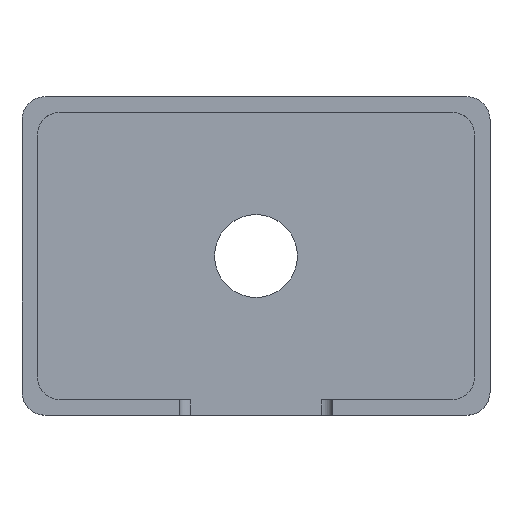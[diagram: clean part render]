
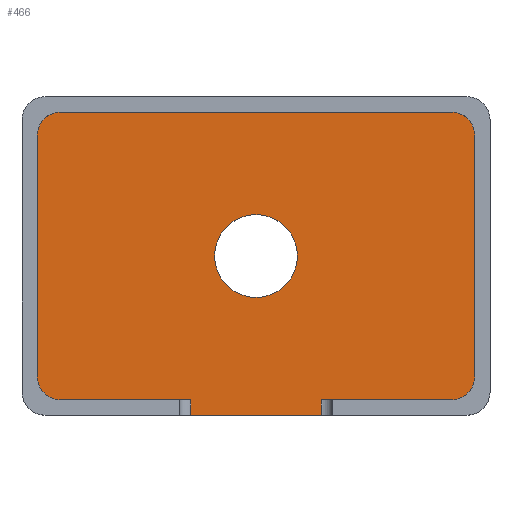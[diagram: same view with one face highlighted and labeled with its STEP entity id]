
A CAD part, top view. The second image highlights one B-rep face of the part: STEP entity #466.
In plain terms, the highlighted planar face has unit normal (0, 0, 1).
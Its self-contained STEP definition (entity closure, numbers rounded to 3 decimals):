
#15=FACE_BOUND('',#60,.T.);
#18=PLANE('',#509);
#34=FACE_OUTER_BOUND('',#59,.T.);
#59=EDGE_LOOP('',(#326,#327,#328,#329,#330,#331,#332,#333,#334,#335,#336,
#337));
#60=EDGE_LOOP('',(#338));
#84=LINE('',#701,#131);
#88=LINE('',#713,#135);
#90=LINE('',#718,#137);
#91=LINE('',#720,#138);
#92=LINE('',#724,#139);
#93=LINE('',#728,#140);
#94=LINE('',#732,#141);
#95=LINE('',#735,#142);
#131=VECTOR('',#558,10.);
#135=VECTOR('',#568,10.);
#137=VECTOR('',#574,10.);
#138=VECTOR('',#575,10.);
#139=VECTOR('',#578,10.);
#140=VECTOR('',#581,10.);
#141=VECTOR('',#584,10.);
#142=VECTOR('',#587,10.);
#181=CIRCLE('',#510,3.);
#182=CIRCLE('',#511,3.);
#183=CIRCLE('',#512,3.);
#184=CIRCLE('',#513,3.);
#185=CIRCLE('',#514,5.4);
#199=VERTEX_POINT('',#694);
#202=VERTEX_POINT('',#699);
#206=VERTEX_POINT('',#710);
#207=VERTEX_POINT('',#712);
#209=VERTEX_POINT('',#719);
#210=VERTEX_POINT('',#721);
#211=VERTEX_POINT('',#723);
#212=VERTEX_POINT('',#725);
#213=VERTEX_POINT('',#727);
#214=VERTEX_POINT('',#729);
#215=VERTEX_POINT('',#731);
#216=VERTEX_POINT('',#733);
#217=VERTEX_POINT('',#736);
#248=EDGE_CURVE('',#202,#199,#84,.T.);
#253=EDGE_CURVE('',#206,#207,#88,.T.);
#256=EDGE_CURVE('',#207,#202,#90,.T.);
#257=EDGE_CURVE('',#206,#209,#91,.T.);
#258=EDGE_CURVE('',#209,#210,#181,.T.);
#259=EDGE_CURVE('',#210,#211,#92,.T.);
#260=EDGE_CURVE('',#211,#212,#182,.T.);
#261=EDGE_CURVE('',#212,#213,#93,.T.);
#262=EDGE_CURVE('',#213,#214,#183,.T.);
#263=EDGE_CURVE('',#214,#215,#94,.T.);
#264=EDGE_CURVE('',#215,#216,#184,.T.);
#265=EDGE_CURVE('',#216,#199,#95,.T.);
#266=EDGE_CURVE('',#217,#217,#185,.T.);
#326=ORIENTED_EDGE('',*,*,#248,.F.);
#327=ORIENTED_EDGE('',*,*,#256,.F.);
#328=ORIENTED_EDGE('',*,*,#253,.F.);
#329=ORIENTED_EDGE('',*,*,#257,.T.);
#330=ORIENTED_EDGE('',*,*,#258,.T.);
#331=ORIENTED_EDGE('',*,*,#259,.T.);
#332=ORIENTED_EDGE('',*,*,#260,.T.);
#333=ORIENTED_EDGE('',*,*,#261,.T.);
#334=ORIENTED_EDGE('',*,*,#262,.T.);
#335=ORIENTED_EDGE('',*,*,#263,.T.);
#336=ORIENTED_EDGE('',*,*,#264,.T.);
#337=ORIENTED_EDGE('',*,*,#265,.T.);
#338=ORIENTED_EDGE('',*,*,#266,.T.);
#466=ADVANCED_FACE('',(#34,#15),#18,.T.);
#509=AXIS2_PLACEMENT_3D('',#717,#572,#573);
#510=AXIS2_PLACEMENT_3D('',#722,#576,#577);
#511=AXIS2_PLACEMENT_3D('',#726,#579,#580);
#512=AXIS2_PLACEMENT_3D('',#730,#582,#583);
#513=AXIS2_PLACEMENT_3D('',#734,#585,#586);
#514=AXIS2_PLACEMENT_3D('',#737,#588,#589);
#558=DIRECTION('',(0.,1.,0.));
#568=DIRECTION('',(0.,-1.,0.));
#572=DIRECTION('center_axis',(0.,0.,1.));
#573=DIRECTION('ref_axis',(1.,0.,0.));
#574=DIRECTION('',(-1.,0.,0.));
#575=DIRECTION('',(1.,0.,0.));
#576=DIRECTION('center_axis',(0.,0.,1.));
#577=DIRECTION('ref_axis',(0.707,-0.707,0.));
#578=DIRECTION('',(0.,1.,0.));
#579=DIRECTION('center_axis',(0.,0.,1.));
#580=DIRECTION('ref_axis',(0.707,0.707,0.));
#581=DIRECTION('',(-1.,0.,0.));
#582=DIRECTION('center_axis',(0.,0.,1.));
#583=DIRECTION('ref_axis',(-0.707,0.707,0.));
#584=DIRECTION('',(0.,-1.,0.));
#585=DIRECTION('center_axis',(0.,0.,1.));
#586=DIRECTION('ref_axis',(-0.707,-0.707,0.));
#587=DIRECTION('',(1.,0.,0.));
#588=DIRECTION('center_axis',(0.,0.,-1.));
#589=DIRECTION('ref_axis',(1.,0.,0.));
#694=CARTESIAN_POINT('',(-8.5,-18.75,2.));
#699=CARTESIAN_POINT('',(-8.5,-20.75,2.));
#701=CARTESIAN_POINT('',(-8.5,-10.375,2.));
#710=CARTESIAN_POINT('',(8.5,-18.75,2.));
#712=CARTESIAN_POINT('',(8.5,-20.75,2.));
#713=CARTESIAN_POINT('',(8.5,-10.375,2.));
#717=CARTESIAN_POINT('Origin',(0.,0.,2.));
#718=CARTESIAN_POINT('',(-10.25,-20.75,2.));
#719=CARTESIAN_POINT('',(25.5,-18.75,2.));
#720=CARTESIAN_POINT('',(28.5,-18.75,2.));
#721=CARTESIAN_POINT('',(28.5,-15.75,2.));
#722=CARTESIAN_POINT('Origin',(25.5,-15.75,2.));
#723=CARTESIAN_POINT('',(28.5,15.75,2.));
#724=CARTESIAN_POINT('',(28.5,18.75,2.));
#725=CARTESIAN_POINT('',(25.5,18.75,2.));
#726=CARTESIAN_POINT('Origin',(25.5,15.75,2.));
#727=CARTESIAN_POINT('',(-25.5,18.75,2.));
#728=CARTESIAN_POINT('',(-28.5,18.75,2.));
#729=CARTESIAN_POINT('',(-28.5,15.75,2.));
#730=CARTESIAN_POINT('Origin',(-25.5,15.75,2.));
#731=CARTESIAN_POINT('',(-28.5,-15.75,2.));
#732=CARTESIAN_POINT('',(-28.5,-18.75,2.));
#733=CARTESIAN_POINT('',(-25.5,-18.75,2.));
#734=CARTESIAN_POINT('Origin',(-25.5,-15.75,2.));
#735=CARTESIAN_POINT('',(28.5,-18.75,2.));
#736=CARTESIAN_POINT('',(-5.4,0.,2.));
#737=CARTESIAN_POINT('Origin',(0.,0.,2.));
